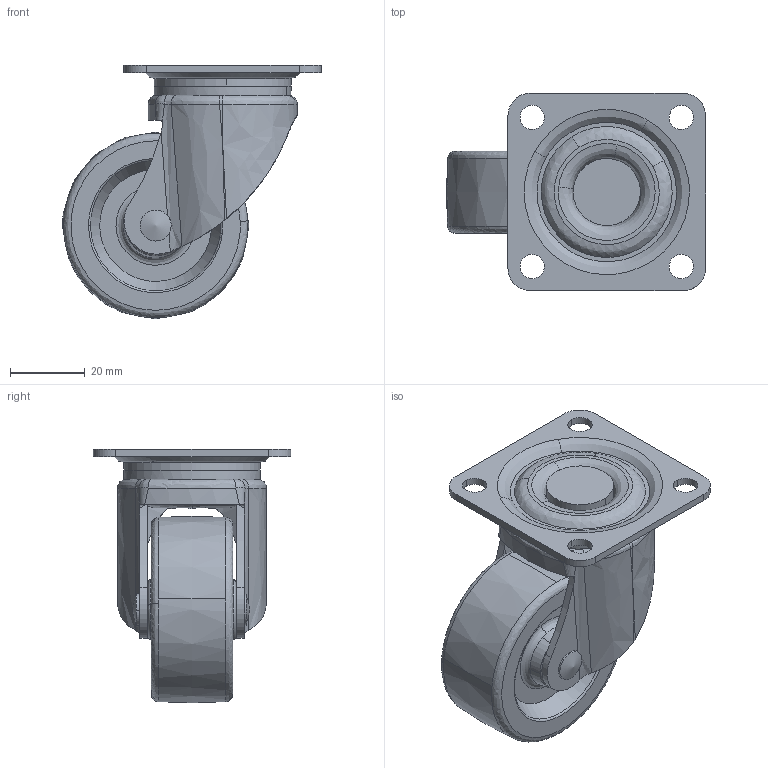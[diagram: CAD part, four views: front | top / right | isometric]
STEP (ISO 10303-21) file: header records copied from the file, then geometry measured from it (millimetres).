
FILE_DESCRIPTION((''),'2;1');
FILE_NAME('','2005-12-16T11:47:51',(''),(''),'','CADfix','');
FILE_SCHEMA(('AUTOMOTIVE_DESIGN'));
Length unit declared in the file: millimetre
Products named in the file (6): wheel; mounting plate; main shaft; body; axle; No_104FH_P_18644_36
Assembly tree (5 placements, depth 2):
  No_104FH_P_18644_36
    wheel
    mounting plate
    main shaft
    body
    axle
Bounding box: 69.5 x 53 x 68 mm (x, y, z)
Volume: 59171.1 mm3; surface area: 26060.4 mm2
Topology: 5 solids, 5 shells, 213 faces, 642 edges, 449 vertices
Faces by surface type: bspline 213
Entity records: 9899 total; most frequent: CARTESIAN_POINT 6364, ORIENTED_EDGE 1274, EDGE_CURVE 637, VERTEX_POINT 449, EDGE_LOOP 246, FACE_OUTER_BOUND 213, ADVANCED_FACE 213, QUASI_UNIFORM_CURVE 160
